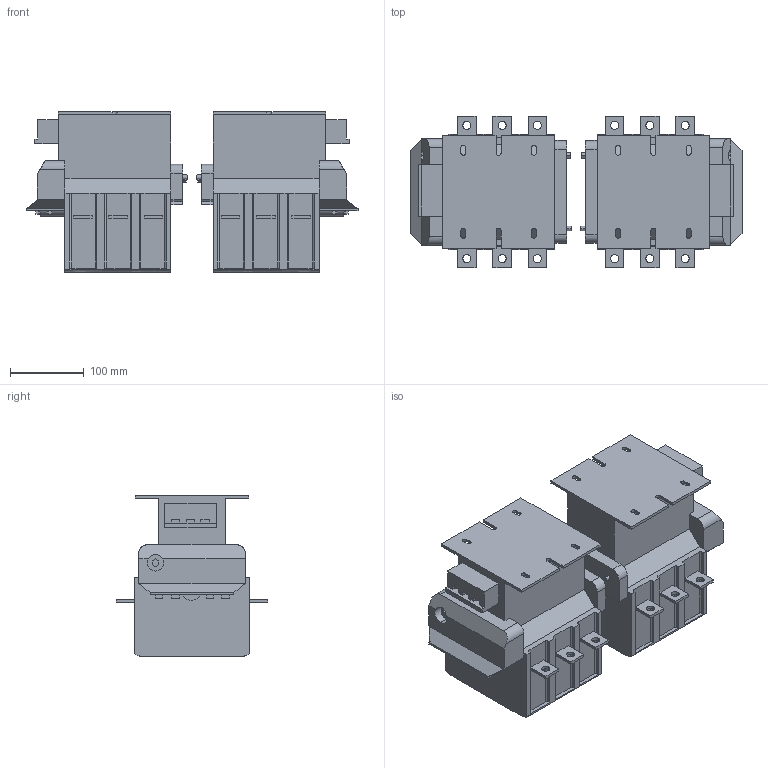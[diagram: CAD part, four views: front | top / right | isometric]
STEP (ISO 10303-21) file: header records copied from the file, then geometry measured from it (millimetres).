
FILE_DESCRIPTION (( 'STEP AP203' ), '1' );
FILE_NAME ('ﾊﾒﾝ rew-330ﾀ.STEP', '2018-03-21T11:05:35', ( '' ), ( '' ), 'SwSTEP 2.0', 'SolidWorks 2017', '' );
FILE_SCHEMA (( 'CONFIG_CONTROL_DESIGN' ));
Length unit declared in the file: millimetre
Products named in the file (1): ﾊﾒﾝ rew-330ﾀ
Bounding box: 451.65 x 206 x 219 mm (x, y, z)
Volume: 8932311.7 mm3; surface area: 472099.4 mm2
Topology: 2 solids, 2 shells, 586 faces, 1576 edges, 1044 vertices
Faces by surface type: plane 464, cylinder 114, torus 4, bspline 4
Entity records: 18487 total; most frequent: CARTESIAN_POINT 3467, ORIENTED_EDGE 3152, DIRECTION 2942, EDGE_CURVE 1576, VECTOR 1320, LINE 1320, VERTEX_POINT 1044, AXIS2_PLACEMENT_3D 811
